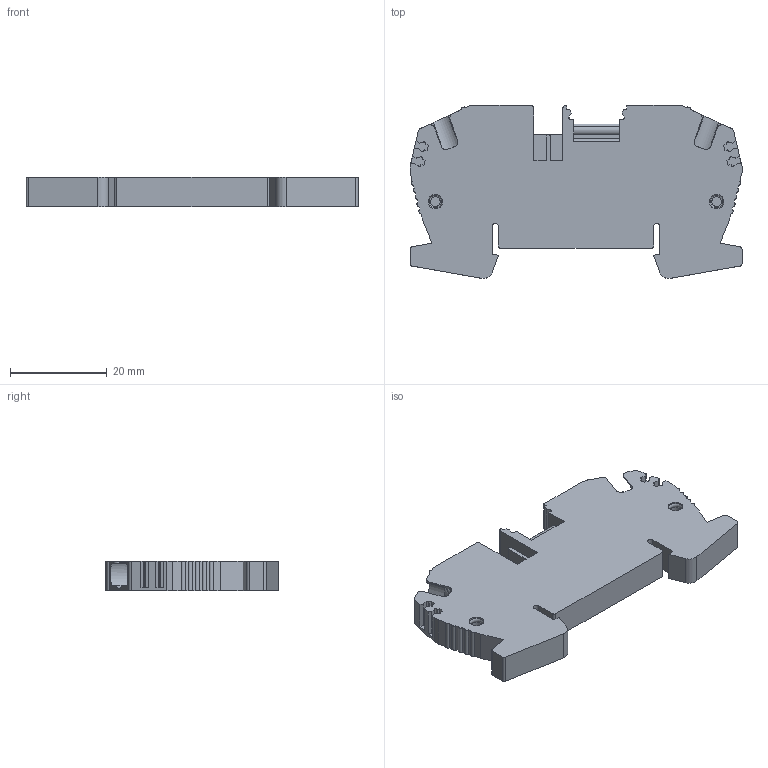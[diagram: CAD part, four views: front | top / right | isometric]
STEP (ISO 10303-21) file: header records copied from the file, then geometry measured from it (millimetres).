
FILE_DESCRIPTION(/* description */ ('Unknown'),/* implementation_level */ '2;1');
FILE_NAME(/* name */ 'BKF-04-AM',/* time_stamp */ '2024-10-21T17:22:51-03:00',/* author */ ('Unknown'),/* organization */ ('Unknown'),/* preprocessor_version */ 'ST-DEVELOPER v16.7',/* originating_system */ 'Solid Edge',/* authorisation */ 'Unknown');
FILE_SCHEMA (('AUTOMOTIVE_DESIGN {1 0 10303 214 3 1 1}'));
Length unit declared in the file: millimetre
Products named in the file (1): BKF-04
Bounding box: 68.5 x 35.7 x 6.1 mm (x, y, z)
Volume: 10134 mm3; surface area: 7021.4 mm2
Topology: 1 solids, 1 shells, 290 faces, 812 edges, 532 vertices
Faces by surface type: plane 199, cylinder 81, cone 6, torus 4
Full cylindrical faces by diameter (mm): 2.2 x2, 3 x4
Entity records: 9254 total; most frequent: CARTESIAN_POINT 1765, ORIENTED_EDGE 1592, DIRECTION 1498, EDGE_CURVE 796, LINE 592, VECTOR 592, VERTEX_POINT 528, AXIS2_PLACEMENT_3D 453
